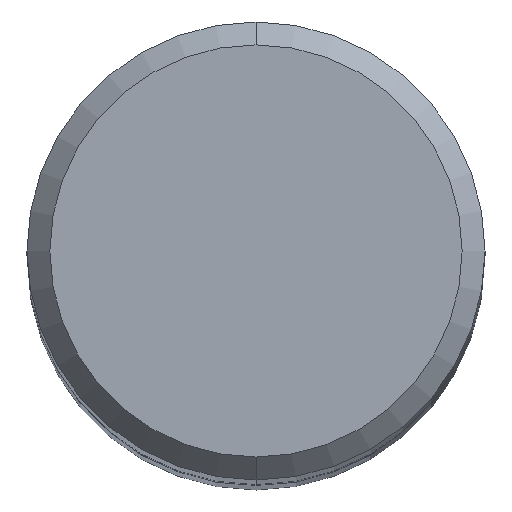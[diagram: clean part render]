
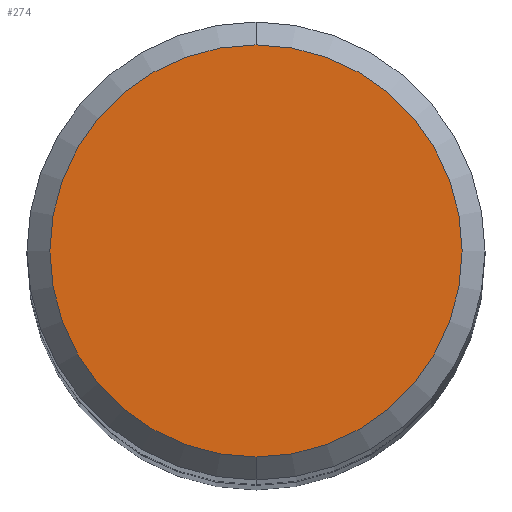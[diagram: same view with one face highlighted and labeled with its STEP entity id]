
A CAD part, top view. The second image highlights one B-rep face of the part: STEP entity #274.
In plain terms, the highlighted planar face has unit normal (0, 0, 1).
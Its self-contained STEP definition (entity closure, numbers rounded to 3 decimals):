
#180=EDGE_CURVE('',#276,#346,#482,.T.);
#274=ADVANCED_FACE('',(#587),#588,.T.);
#276=VERTEX_POINT('',#590);
#346=VERTEX_POINT('',#665);
#352=EDGE_CURVE('',#346,#276,#671,.T.);
#482=CIRCLE('',#834,4.5);
#587=FACE_OUTER_BOUND('',#1056,.T.);
#588=PLANE('',#1057);
#590=CARTESIAN_POINT('',(0.0,4.5,0.0));
#665=CARTESIAN_POINT('',(0.,-4.5,0.0));
#671=CIRCLE('',#1225,4.5);
#834=AXIS2_PLACEMENT_3D('',#1465,#1466,#1467);
#1056=EDGE_LOOP('',(#1584,#1585));
#1057=AXIS2_PLACEMENT_3D('',#1586,#1587,#1588);
#1225=AXIS2_PLACEMENT_3D('',#1659,#1660,#1661);
#1465=CARTESIAN_POINT('',(0.0,0.0,0.0));
#1466=DIRECTION('',(0.0,0.0,-1.0));
#1467=DIRECTION('',(0.0,1.0,0.0));
#1584=ORIENTED_EDGE('',*,*,#180,.F.);
#1585=ORIENTED_EDGE('',*,*,#352,.F.);
#1586=CARTESIAN_POINT('',(0.0,2.25,0.0));
#1587=DIRECTION('',(-0.0,0.0,1.0));
#1588=DIRECTION('',(0.0,-1.0,0.0));
#1659=CARTESIAN_POINT('',(0.0,0.0,0.0));
#1660=DIRECTION('',(0.0,0.0,-1.0));
#1661=DIRECTION('',(0.0,1.0,0.0));
